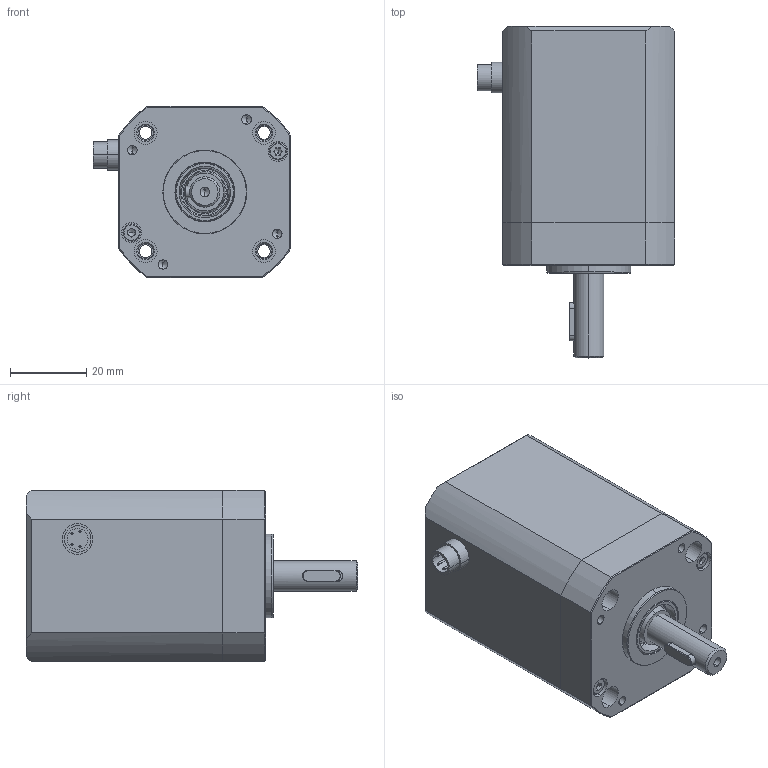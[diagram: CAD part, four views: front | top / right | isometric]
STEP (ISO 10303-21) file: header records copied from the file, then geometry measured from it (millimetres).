
FILE_DESCRIPTION (( 'STEP AP214' ), '1' );
FILE_NAME ('MAB17M-.50NX2FX4 11.STEP', '2019-11-14T03:54:42', ( '' ), ( '' ), 'SwSTEP 2.0', 'SolidWorks 2018', '' );
FILE_SCHEMA (( 'AUTOMOTIVE_DESIGN' ));
Length unit declared in the file: millimetre
Products named in the file (14): Chaintail TI9021901; MM3670 R4 Housing for brake MIS17x_SOLID; _klr_geschl_62388110; _schr_geschl_62388110; socket head cap screw 4762_din_EN ISO 4762 M2.5 x 16 - 16N; MAB17M-.50NX2FX4 11; M8 connector; MM3671 R4 Flange for brake MIS17x_Solid; socket set screw flat point_din_DIN 913 - M8 x 8-N; Sealing MIS176 O8; MM3672 R4 Ø8 Shaft for brake MIS17x; 62388110; 3x3x10 Key; socket head cap screw 4762_din_EN ISO 4762 M2.5 x 4 - 4N
Assembly tree (13 placements, depth 3):
  MAB17M-.50NX2FX4 11
    Chaintail TI9021901
    MM3670 R4 Housing for brake MIS17x_SOLID
    MM3671 R4 Flange for brake MIS17x_Solid
    MM3672 R4 Ø8 Shaft for brake MIS17x
    socket set screw flat point_din_DIN 913 - M8 x 8-N
    M8 connector
    Sealing MIS176 O8
    socket head cap screw 4762_din_EN ISO 4762 M2.5 x 4 - 4N
    socket head cap screw 4762_din_EN ISO 4762 M2.5 x 16 - 16N
    62388110
      _klr_geschl_62388110
      _schr_geschl_62388110
    3x3x10 Key
Bounding box: 51.7 x 86.9 x 45 mm (x, y, z)
Volume: 102721.8 mm3; surface area: 47864.4 mm2
Topology: 17 solids, 17 shells, 518 faces, 1222 edges, 762 vertices
Faces by surface type: cylinder 228, plane 172, cone 72, torus 42, bspline 4
Entity records: 16610 total; most frequent: CARTESIAN_POINT 3134, DIRECTION 2807, ORIENTED_EDGE 2400, EDGE_CURVE 1200, AXIS2_PLACEMENT_3D 1131, VERTEX_POINT 762, EDGE_LOOP 618, CIRCLE 600
